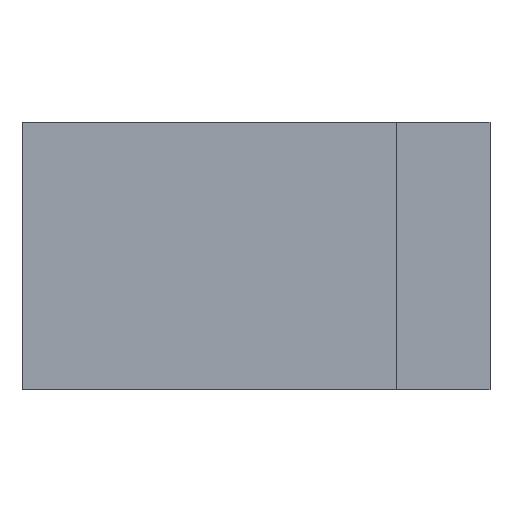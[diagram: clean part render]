
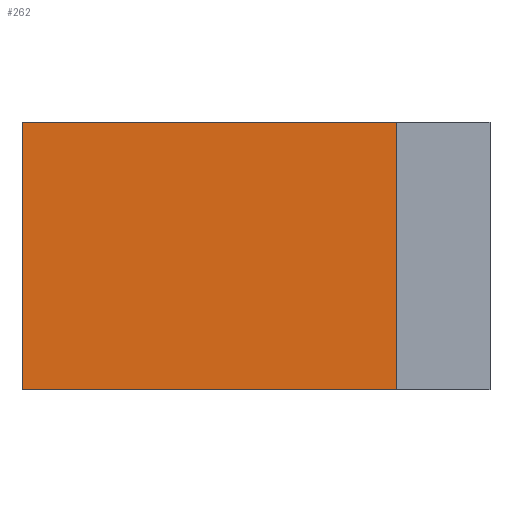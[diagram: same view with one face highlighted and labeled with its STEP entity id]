
A CAD part, left-side view. The second image highlights one B-rep face of the part: STEP entity #262.
In plain terms, the highlighted planar face has unit normal (-1, 0, 0).
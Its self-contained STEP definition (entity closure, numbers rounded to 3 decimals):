
#206=CARTESIAN_POINT('',(-20.0,0.0,10.0));
#207=VERTEX_POINT('',#206);
#214=CARTESIAN_POINT('',(-20.0,0.0,0.0));
#215=VERTEX_POINT('',#214);
#216=CARTESIAN_POINT('',(-20.0,0.0,0.0));
#217=DIRECTION('',(0.0,0.0,1.0));
#218=VECTOR('',#217,10.0);
#219=LINE('',#216,#218);
#220=EDGE_CURVE('',#215,#207,#219,.T.);
#232=CARTESIAN_POINT('',(-20.0,0.0,0.0));
#233=DIRECTION('',(-1.0,0.0,0.0));
#234=DIRECTION('',(0.0,0.0,1.0));
#235=AXIS2_PLACEMENT_3D('',#232,#233,#234);
#236=PLANE('',#235);
#237=CARTESIAN_POINT('',(-20.0,14.,10.0));
#238=VERTEX_POINT('',#237);
#239=CARTESIAN_POINT('',(-20.0,0.0,10.0));
#240=DIRECTION('',(0.0,1.0,0.0));
#241=VECTOR('',#240,14.);
#242=LINE('',#239,#241);
#243=EDGE_CURVE('',#207,#238,#242,.T.);
#244=ORIENTED_EDGE('',*,*,#243,.T.);
#245=CARTESIAN_POINT('',(-20.0,14.,0.0));
#246=VERTEX_POINT('',#245);
#247=CARTESIAN_POINT('',(-20.0,14.,0.0));
#248=DIRECTION('',(0.0,0.0,1.0));
#249=VECTOR('',#248,10.0);
#250=LINE('',#247,#249);
#251=EDGE_CURVE('',#246,#238,#250,.T.);
#252=ORIENTED_EDGE('',*,*,#251,.F.);
#253=CARTESIAN_POINT('',(-20.0,0.0,0.0));
#254=DIRECTION('',(0.0,1.0,0.0));
#255=VECTOR('',#254,14.);
#256=LINE('',#253,#255);
#257=EDGE_CURVE('',#215,#246,#256,.T.);
#258=ORIENTED_EDGE('',*,*,#257,.F.);
#259=ORIENTED_EDGE('',*,*,#220,.T.);
#260=EDGE_LOOP('',(#244,#252,#258,#259));
#261=FACE_OUTER_BOUND('',#260,.T.);
#262=ADVANCED_FACE('',(#261),#236,.T.);
